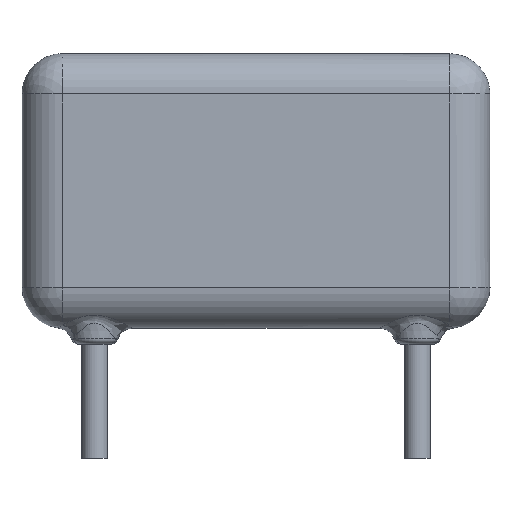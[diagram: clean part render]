
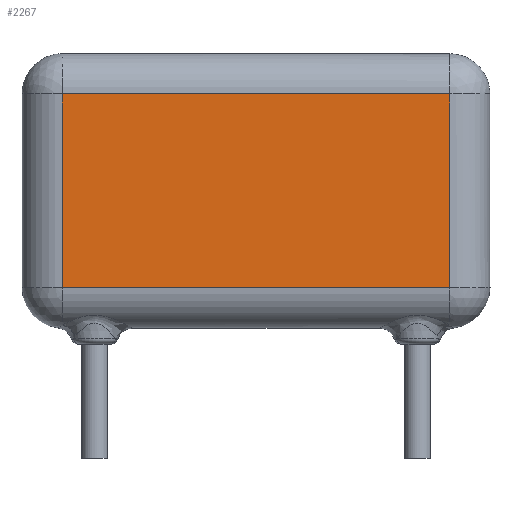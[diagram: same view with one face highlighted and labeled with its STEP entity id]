
A CAD part, front view. The second image highlights one B-rep face of the part: STEP entity #2267.
In plain terms, the highlighted free-form (B-spline) face has degree [1, 1] with [2, 2] control points.
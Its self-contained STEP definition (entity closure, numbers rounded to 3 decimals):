
#1914=CARTESIAN_POINT('',(-6.095,-1.27,1.77));
#1915=VERTEX_POINT('',#1914);
#2066=CARTESIAN_POINT('',(6.095,-1.27,1.77));
#2067=VERTEX_POINT('',#2066);
#2101=CARTESIAN_POINT('',(-6.095,-1.27,7.87));
#2102=VERTEX_POINT('',#2101);
#2128=CARTESIAN_POINT('',(6.095,-1.27,7.87));
#2129=VERTEX_POINT('',#2128);
#2162=CARTESIAN_POINT('',(6.095,-1.27,7.87));
#2163=DIRECTION('',(0.0,0.0,-1.0));
#2164=VECTOR('',#2163,6.1);
#2165=LINE('',#2162,#2164);
#2166=EDGE_CURVE('',#2129,#2067,#2165,.T.);
#2185=CARTESIAN_POINT('',(-6.095,-1.27,7.87));
#2186=DIRECTION('',(1.0,0.0,0.0));
#2187=VECTOR('',#2186,12.19);
#2188=LINE('',#2185,#2187);
#2189=EDGE_CURVE('',#2102,#2129,#2188,.T.);
#2200=CARTESIAN_POINT('',(-6.095,-1.27,1.77));
#2201=DIRECTION('',(0.0,0.0,1.0));
#2202=VECTOR('',#2201,6.1);
#2203=LINE('',#2200,#2202);
#2204=EDGE_CURVE('',#1915,#2102,#2203,.T.);
#2233=CARTESIAN_POINT('',(6.095,-1.27,1.77));
#2234=DIRECTION('',(-1.0,0.0,0.0));
#2235=VECTOR('',#2234,12.19);
#2236=LINE('',#2233,#2235);
#2237=EDGE_CURVE('',#2067,#1915,#2236,.T.);
#2256=CARTESIAN_POINT('',(6.095,-1.27,7.87));
#2257=CARTESIAN_POINT('',(6.095,-1.27,1.77));
#2258=CARTESIAN_POINT('',(-6.095,-1.27,7.87));
#2259=CARTESIAN_POINT('',(-6.095,-1.27,1.77));
#2260=B_SPLINE_SURFACE_WITH_KNOTS('',1,1,((#2256,#2258),(#2257,#2259)),.UNSPECIFIED.,.F.,.F.,.U.,(2,2),(2,2),(0.0,6.1),(0.0,12.19),.UNSPECIFIED.);
#2261=ORIENTED_EDGE('',*,*,#2166,.F.);
#2262=ORIENTED_EDGE('',*,*,#2189,.F.);
#2263=ORIENTED_EDGE('',*,*,#2204,.F.);
#2264=ORIENTED_EDGE('',*,*,#2237,.F.);
#2265=EDGE_LOOP('',(#2261,#2262,#2263,#2264));
#2266=FACE_OUTER_BOUND('',#2265,.T.);
#2267=ADVANCED_FACE('',(#2266),#2260,.F.);
